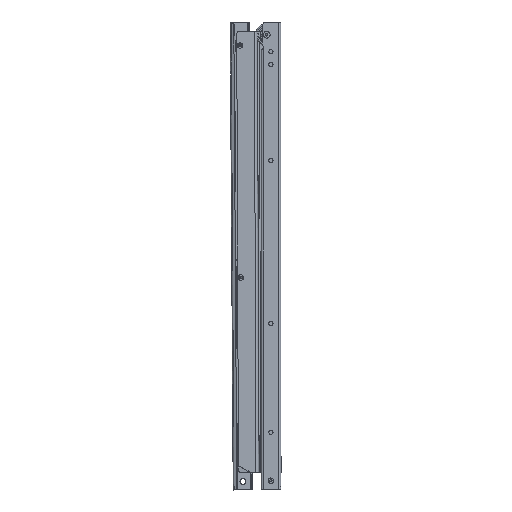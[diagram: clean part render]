
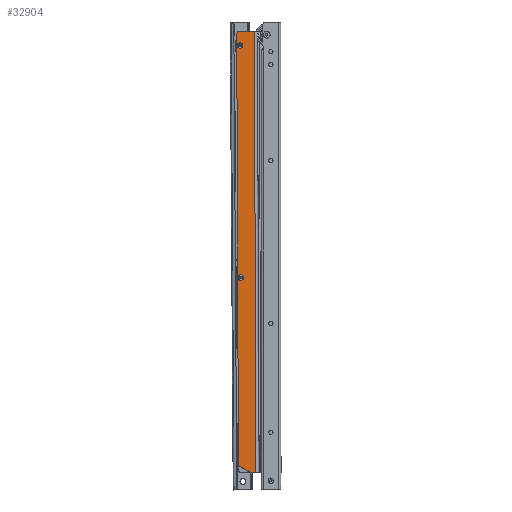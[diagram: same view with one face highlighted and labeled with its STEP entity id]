
A CAD part, left-side view. The second image highlights one B-rep face of the part: STEP entity #32904.
In plain terms, the highlighted planar face has unit normal (-1, 0, 0).
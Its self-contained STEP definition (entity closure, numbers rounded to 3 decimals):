
#685 = CARTESIAN_POINT ( 'NONE',  ( -7.5, 6.783, -520. ) ) ;
#933 = CARTESIAN_POINT ( 'NONE',  ( -7.5, 18.1, -17. ) ) ;
#1470 = AXIS2_PLACEMENT_3D ( 'NONE', #23186, #6027, #48360 ) ;
#2012 = ORIENTED_EDGE ( 'NONE', *, *, #17006, .T. ) ;
#2361 = VERTEX_POINT ( 'NONE', #14767 ) ;
#2579 = CARTESIAN_POINT ( 'NONE',  ( -7.5, 1.225, -520. ) ) ;
#3017 = EDGE_CURVE ( 'NONE', #43785, #53294, #37646, .T. ) ;
#3046 = VECTOR ( 'NONE', #39736, 1000. ) ;
#3399 = DIRECTION ( 'NONE',  ( 0., -1., 0. ) ) ;
#4117 = DIRECTION ( 'NONE',  ( 0., 0., 1. ) ) ;
#4322 = VERTEX_POINT ( 'NONE', #685 ) ;
#4420 = AXIS2_PLACEMENT_3D ( 'NONE', #41085, #53612, #3399 ) ;
#6027 = DIRECTION ( 'NONE',  ( 1., 0., 0. ) ) ;
#7038 = CIRCLE ( 'NONE', #4420, 4. ) ;
#7456 = FACE_BOUND ( 'NONE', #34181, .T. ) ;
#7722 = PLANE ( 'NONE',  #33272 ) ;
#9179 = VECTOR ( 'NONE', #4117, 1000. ) ;
#9320 = CIRCLE ( 'NONE', #14568, 3.2 ) ;
#9399 = EDGE_CURVE ( 'NONE', #4322, #9637, #31552, .T. ) ;
#9445 = EDGE_CURVE ( 'NONE', #43785, #20950, #7038, .T. ) ;
#9637 = VERTEX_POINT ( 'NONE', #32829 ) ;
#10683 = DIRECTION ( 'NONE',  ( 0., -1., 0. ) ) ;
#11216 = CARTESIAN_POINT ( 'NONE',  ( -7.5, 21.9, -4. ) ) ;
#11524 = VERTEX_POINT ( 'NONE', #17259 ) ;
#11845 = AXIS2_PLACEMENT_3D ( 'NONE', #17700, #51041, #43669 ) ;
#11900 = VERTEX_POINT ( 'NONE', #21813 ) ;
#12550 = CARTESIAN_POINT ( 'NONE',  ( -7.5, 21.9, -520. ) ) ;
#12754 = CARTESIAN_POINT ( 'NONE',  ( -7.5, 21.9, 0. ) ) ;
#13573 = ORIENTED_EDGE ( 'NONE', *, *, #3017, .F. ) ;
#13661 = ORIENTED_EDGE ( 'NONE', *, *, #9399, .F. ) ;
#13829 = ORIENTED_EDGE ( 'NONE', *, *, #9445, .T. ) ;
#14015 = LINE ( 'NONE', #34811, #15844 ) ;
#14451 = CARTESIAN_POINT ( 'NONE',  ( -7.5, 18.1, -293.2 ) ) ;
#14541 = EDGE_LOOP ( 'NONE', ( #16472, #36154 ) ) ;
#14568 = AXIS2_PLACEMENT_3D ( 'NONE', #39661, #34728, #10683 ) ;
#14667 = EDGE_CURVE ( 'NONE', #50296, #2361, #9320, .T. ) ;
#14767 = CARTESIAN_POINT ( 'NONE',  ( -7.5, 18.1, -286.8 ) ) ;
#15289 = CARTESIAN_POINT ( 'NONE',  ( -7.5, 17.9, 0. ) ) ;
#15844 = VECTOR ( 'NONE', #46588, 1000. ) ;
#16409 = EDGE_LOOP ( 'NONE', ( #13661, #31366, #21587, #13573, #13829, #30420 ) ) ;
#16472 = ORIENTED_EDGE ( 'NONE', *, *, #42193, .T. ) ;
#17006 = EDGE_CURVE ( 'NONE', #11900, #52884, #39858, .T. ) ;
#17259 = CARTESIAN_POINT ( 'NONE',  ( -7.5, 1.225, -520. ) ) ;
#17566 = DIRECTION ( 'NONE',  ( 0., -1., 0. ) ) ;
#17700 = CARTESIAN_POINT ( 'NONE',  ( -7.5, 18.1, -290. ) ) ;
#19676 = CIRCLE ( 'NONE', #11845, 3.2 ) ;
#20950 = VERTEX_POINT ( 'NONE', #11216 ) ;
#21587 = ORIENTED_EDGE ( 'NONE', *, *, #37754, .T. ) ;
#21724 = EDGE_CURVE ( 'NONE', #4322, #11524, #14015, .T. ) ;
#21813 = CARTESIAN_POINT ( 'NONE',  ( -7.5, 18.1, -20.2 ) ) ;
#22699 = VECTOR ( 'NONE', #52296, 1000. ) ;
#23186 = CARTESIAN_POINT ( 'NONE',  ( -7.5, 18.1, -17. ) ) ;
#23793 = DIRECTION ( 'NONE',  ( 0., -1., 0. ) ) ;
#25727 = DIRECTION ( 'NONE',  ( 1., 0., 0. ) ) ;
#27934 = CARTESIAN_POINT ( 'NONE',  ( -7.5, 21.9, -520. ) ) ;
#30420 = ORIENTED_EDGE ( 'NONE', *, *, #38147, .F. ) ;
#30426 = CARTESIAN_POINT ( 'NONE',  ( -7.5, 18.1, -13.8 ) ) ;
#30869 = AXIS2_PLACEMENT_3D ( 'NONE', #933, #25727, #17566 ) ;
#31366 = ORIENTED_EDGE ( 'NONE', *, *, #21724, .T. ) ;
#31552 = LINE ( 'NONE', #39479, #22699 ) ;
#32630 = CIRCLE ( 'NONE', #30869, 3.2 ) ;
#32829 = CARTESIAN_POINT ( 'NONE',  ( -7.5, 21.9, -511.272 ) ) ;
#32904 = ADVANCED_FACE ( 'NONE', ( #45143, #7456, #36153 ), #7722, .T. ) ;
#33272 = AXIS2_PLACEMENT_3D ( 'NONE', #27934, #44609, #23793 ) ;
#34181 = EDGE_LOOP ( 'NONE', ( #35794, #2012 ) ) ;
#34728 = DIRECTION ( 'NONE',  ( 1., 0., 0. ) ) ;
#34811 = CARTESIAN_POINT ( 'NONE',  ( -7.5, 21.9, -520. ) ) ;
#35353 = LINE ( 'NONE', #2579, #3046 ) ;
#35794 = ORIENTED_EDGE ( 'NONE', *, *, #52816, .T. ) ;
#36153 = FACE_OUTER_BOUND ( 'NONE', #16409, .T. ) ;
#36154 = ORIENTED_EDGE ( 'NONE', *, *, #14667, .T. ) ;
#37646 = LINE ( 'NONE', #12754, #50696 ) ;
#37754 = EDGE_CURVE ( 'NONE', #11524, #53294, #35353, .T. ) ;
#37989 = LINE ( 'NONE', #12550, #9179 ) ;
#38147 = EDGE_CURVE ( 'NONE', #9637, #20950, #37989, .T. ) ;
#39479 = CARTESIAN_POINT ( 'NONE',  ( -7.5, 18.121, -513.454 ) ) ;
#39661 = CARTESIAN_POINT ( 'NONE',  ( -7.5, 18.1, -290. ) ) ;
#39736 = DIRECTION ( 'NONE',  ( 0., 0., 1. ) ) ;
#39858 = CIRCLE ( 'NONE', #1470, 3.2 ) ;
#40662 = DIRECTION ( 'NONE',  ( 0., -1., 0. ) ) ;
#41085 = CARTESIAN_POINT ( 'NONE',  ( -7.5, 17.9, -4. ) ) ;
#42193 = EDGE_CURVE ( 'NONE', #2361, #50296, #19676, .T. ) ;
#43669 = DIRECTION ( 'NONE',  ( 0., -1., 0. ) ) ;
#43785 = VERTEX_POINT ( 'NONE', #15289 ) ;
#44609 = DIRECTION ( 'NONE',  ( -1., 0., 0. ) ) ;
#45143 = FACE_BOUND ( 'NONE', #14541, .T. ) ;
#46588 = DIRECTION ( 'NONE',  ( 0., -1., 0. ) ) ;
#48360 = DIRECTION ( 'NONE',  ( 0., -1., 0. ) ) ;
#50296 = VERTEX_POINT ( 'NONE', #14451 ) ;
#50696 = VECTOR ( 'NONE', #40662, 1000. ) ;
#51041 = DIRECTION ( 'NONE',  ( 1., 0., 0. ) ) ;
#51871 = CARTESIAN_POINT ( 'NONE',  ( -7.5, 1.225, 0. ) ) ;
#52296 = DIRECTION ( 'NONE',  ( 0., 0.866, 0.5 ) ) ;
#52816 = EDGE_CURVE ( 'NONE', #52884, #11900, #32630, .T. ) ;
#52884 = VERTEX_POINT ( 'NONE', #30426 ) ;
#53294 = VERTEX_POINT ( 'NONE', #51871 ) ;
#53612 = DIRECTION ( 'NONE',  ( -1., 0., 0. ) ) ;
